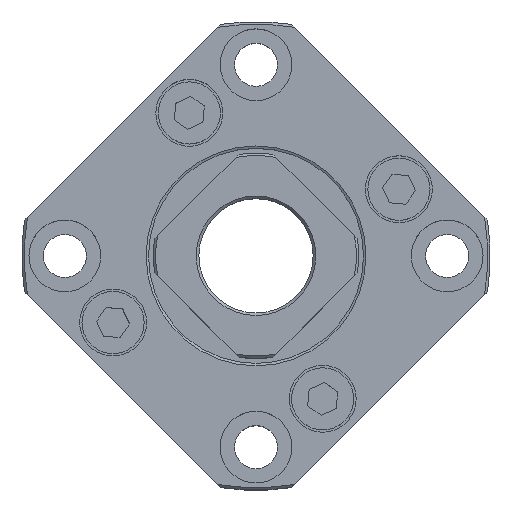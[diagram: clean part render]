
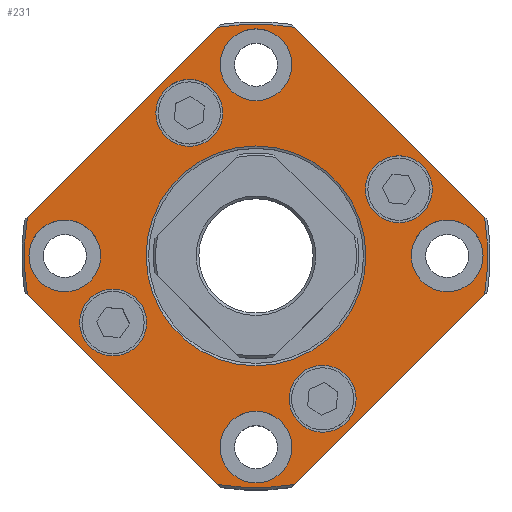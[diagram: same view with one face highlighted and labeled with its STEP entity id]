
A CAD part, top view. The second image highlights one B-rep face of the part: STEP entity #231.
In plain terms, the highlighted face is planar.
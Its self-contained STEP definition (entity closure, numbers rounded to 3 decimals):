
#231 = ADVANCED_FACE( '', ( #486, #487, #488, #489, #490, #491, #492, #493, #494, #495 ), #496, .F. );
#486 = FACE_OUTER_BOUND( '', #861, .T. );
#487 = FACE_BOUND( '', #862, .T. );
#488 = FACE_BOUND( '', #863, .T. );
#489 = FACE_BOUND( '', #864, .T. );
#490 = FACE_BOUND( '', #865, .T. );
#491 = FACE_BOUND( '', #866, .T. );
#492 = FACE_BOUND( '', #867, .T. );
#493 = FACE_BOUND( '', #868, .T. );
#494 = FACE_BOUND( '', #869, .T. );
#495 = FACE_BOUND( '', #870, .T. );
#496 = PLANE( '', #871 );
#861 = EDGE_LOOP( '', ( #1459, #1460, #1461, #1462, #1463, #1464, #1465, #1466 ) );
#862 = EDGE_LOOP( '', ( #1467 ) );
#863 = EDGE_LOOP( '', ( #1468 ) );
#864 = EDGE_LOOP( '', ( #1469 ) );
#865 = EDGE_LOOP( '', ( #1470 ) );
#866 = EDGE_LOOP( '', ( #1471 ) );
#867 = EDGE_LOOP( '', ( #1472 ) );
#868 = EDGE_LOOP( '', ( #1473 ) );
#869 = EDGE_LOOP( '', ( #1474 ) );
#870 = EDGE_LOOP( '', ( #1475 ) );
#871 = AXIS2_PLACEMENT_3D( '', #1476, #1477, #1478 );
#1459 = ORIENTED_EDGE( '', *, *, #2262, .F. );
#1460 = ORIENTED_EDGE( '', *, *, #2263, .F. );
#1461 = ORIENTED_EDGE( '', *, *, #2264, .F. );
#1462 = ORIENTED_EDGE( '', *, *, #2265, .F. );
#1463 = ORIENTED_EDGE( '', *, *, #2266, .F. );
#1464 = ORIENTED_EDGE( '', *, *, #2267, .F. );
#1465 = ORIENTED_EDGE( '', *, *, #2141, .F. );
#1466 = ORIENTED_EDGE( '', *, *, #2268, .F. );
#1467 = ORIENTED_EDGE( '', *, *, #2231, .F. );
#1468 = ORIENTED_EDGE( '', *, *, #2209, .T. );
#1469 = ORIENTED_EDGE( '', *, *, #2211, .T. );
#1470 = ORIENTED_EDGE( '', *, *, #2213, .T. );
#1471 = ORIENTED_EDGE( '', *, *, #2215, .T. );
#1472 = ORIENTED_EDGE( '', *, *, #2219, .T. );
#1473 = ORIENTED_EDGE( '', *, *, #2223, .T. );
#1474 = ORIENTED_EDGE( '', *, *, #2227, .T. );
#1475 = ORIENTED_EDGE( '', *, *, #2243, .T. );
#1476 = CARTESIAN_POINT( '', ( -27., 22.5, 0. ) );
#1477 = DIRECTION( '', ( 1., 0., 0. ) );
#1478 = DIRECTION( '', ( 0., 0., -1. ) );
#2141 = EDGE_CURVE( '', #2469, #2472, #2473, .T. );
#2209 = EDGE_CURVE( '', #2603, #2603, #2604, .T. );
#2211 = EDGE_CURVE( '', #2607, #2607, #2608, .T. );
#2213 = EDGE_CURVE( '', #2611, #2611, #2612, .T. );
#2215 = EDGE_CURVE( '', #2615, #2615, #2616, .T. );
#2219 = EDGE_CURVE( '', #2623, #2623, #2624, .T. );
#2223 = EDGE_CURVE( '', #2631, #2631, #2632, .T. );
#2227 = EDGE_CURVE( '', #2639, #2639, #2640, .T. );
#2231 = EDGE_CURVE( '', #2647, #2647, #2648, .F. );
#2243 = EDGE_CURVE( '', #2671, #2671, #2672, .T. );
#2262 = EDGE_CURVE( '', #2702, #2703, #2704, .T. );
#2263 = EDGE_CURVE( '', #2705, #2702, #2706, .T. );
#2264 = EDGE_CURVE( '', #2707, #2705, #2708, .T. );
#2265 = EDGE_CURVE( '', #2709, #2707, #2710, .T. );
#2266 = EDGE_CURVE( '', #2711, #2709, #2712, .T. );
#2267 = EDGE_CURVE( '', #2472, #2711, #2713, .T. );
#2268 = EDGE_CURVE( '', #2703, #2469, #2714, .T. );
#2469 = VERTEX_POINT( '', #3031 );
#2472 = VERTEX_POINT( '', #3037 );
#2473 = CIRCLE( '', #3038, 48.5 );
#2603 = VERTEX_POINT( '', #3233 );
#2604 = CIRCLE( '', #3234, 7. );
#2607 = VERTEX_POINT( '', #3237 );
#2608 = CIRCLE( '', #3238, 7. );
#2611 = VERTEX_POINT( '', #3241 );
#2612 = CIRCLE( '', #3242, 7. );
#2615 = VERTEX_POINT( '', #3245 );
#2616 = CIRCLE( '', #3246, 7. );
#2623 = VERTEX_POINT( '', #3253 );
#2624 = CIRCLE( '', #3254, 7.5 );
#2631 = VERTEX_POINT( '', #3261 );
#2632 = CIRCLE( '', #3262, 7.5 );
#2639 = VERTEX_POINT( '', #3269 );
#2640 = CIRCLE( '', #3270, 7.5 );
#2647 = VERTEX_POINT( '', #3277 );
#2648 = CIRCLE( '', #3278, 7.5 );
#2671 = VERTEX_POINT( '', #3301 );
#2672 = CIRCLE( '', #3302, 23. );
#2702 = VERTEX_POINT( '', #3410 );
#2703 = VERTEX_POINT( '', #3411 );
#2704 = CIRCLE( '', #3412, 48.5 );
#2705 = VERTEX_POINT( '', #3413 );
#2706 = LINE( '', #3414, #3415 );
#2707 = VERTEX_POINT( '', #3416 );
#2708 = CIRCLE( '', #3417, 48.5 );
#2709 = VERTEX_POINT( '', #3418 );
#2710 = LINE( '', #3419, #3420 );
#2711 = VERTEX_POINT( '', #3421 );
#2712 = CIRCLE( '', #3422, 48.5 );
#2713 = LINE( '', #3423, #3424 );
#2714 = LINE( '', #3425, #3426 );
#3031 = CARTESIAN_POINT( '', ( -27., 8.031, 47.83 ) );
#3037 = CARTESIAN_POINT( '', ( -27., -8.031, 47.83 ) );
#3038 = AXIS2_PLACEMENT_3D( '', #3786, #3787, #3788 );
#3233 = CARTESIAN_POINT( '', ( -27., -29.908, 6.946 ) );
#3234 = AXIS2_PLACEMENT_3D( '', #3887, #3888, #3889 );
#3237 = CARTESIAN_POINT( '', ( -27., 13.946, 22.908 ) );
#3238 = AXIS2_PLACEMENT_3D( '', #3893, #3894, #3895 );
#3241 = CARTESIAN_POINT( '', ( -27., -13.946, -36.908 ) );
#3242 = AXIS2_PLACEMENT_3D( '', #3899, #3900, #3901 );
#3245 = CARTESIAN_POINT( '', ( -27., 29.908, -20.946 ) );
#3246 = AXIS2_PLACEMENT_3D( '', #3905, #3906, #3907 );
#3253 = CARTESIAN_POINT( '', ( -27., 0., -47.5 ) );
#3254 = AXIS2_PLACEMENT_3D( '', #3917, #3918, #3919 );
#3261 = CARTESIAN_POINT( '', ( -27., -40., -7.5 ) );
#3262 = AXIS2_PLACEMENT_3D( '', #3929, #3930, #3931 );
#3269 = CARTESIAN_POINT( '', ( -27., 0., 32.5 ) );
#3270 = AXIS2_PLACEMENT_3D( '', #3941, #3942, #3943 );
#3277 = CARTESIAN_POINT( '', ( -27., 40., -7.5 ) );
#3278 = AXIS2_PLACEMENT_3D( '', #3953, #3954, #3955 );
#3301 = CARTESIAN_POINT( '', ( -27., 0., -23. ) );
#3302 = AXIS2_PLACEMENT_3D( '', #3989, #3990, #3991 );
#3410 = CARTESIAN_POINT( '', ( -27., 47.83, -8.031 ) );
#3411 = CARTESIAN_POINT( '', ( -27., 47.83, 8.031 ) );
#3412 = AXIS2_PLACEMENT_3D( '', #4016, #4017, #4018 );
#3413 = CARTESIAN_POINT( '', ( -27., 8.031, -47.83 ) );
#3414 = CARTESIAN_POINT( '', ( -27., 0., -55.861 ) );
#3415 = VECTOR( '', #4019, 1000. );
#3416 = CARTESIAN_POINT( '', ( -27., -8.031, -47.83 ) );
#3417 = AXIS2_PLACEMENT_3D( '', #4020, #4021, #4022 );
#3418 = CARTESIAN_POINT( '', ( -27., -47.83, -8.031 ) );
#3419 = CARTESIAN_POINT( '', ( -27., -55.861, 0. ) );
#3420 = VECTOR( '', #4023, 1000. );
#3421 = CARTESIAN_POINT( '', ( -27., -47.83, 8.031 ) );
#3422 = AXIS2_PLACEMENT_3D( '', #4024, #4025, #4026 );
#3423 = CARTESIAN_POINT( '', ( -27., 0., 55.861 ) );
#3424 = VECTOR( '', #4027, 1000. );
#3425 = CARTESIAN_POINT( '', ( -27., 55.861, 0. ) );
#3426 = VECTOR( '', #4028, 1000. );
#3786 = CARTESIAN_POINT( '', ( -27., 0., 0. ) );
#3787 = DIRECTION( '', ( 1., 0., 0. ) );
#3788 = DIRECTION( '', ( 0., 0., -1. ) );
#3887 = CARTESIAN_POINT( '', ( -27., -29.908, 13.946 ) );
#3888 = DIRECTION( '', ( 1., 0., 0. ) );
#3889 = DIRECTION( '', ( 0., 0., -1. ) );
#3893 = CARTESIAN_POINT( '', ( -27., 13.946, 29.908 ) );
#3894 = DIRECTION( '', ( 1., 0., 0. ) );
#3895 = DIRECTION( '', ( 0., 0., -1. ) );
#3899 = CARTESIAN_POINT( '', ( -27., -13.946, -29.908 ) );
#3900 = DIRECTION( '', ( 1., 0., 0. ) );
#3901 = DIRECTION( '', ( 0., 0., -1. ) );
#3905 = CARTESIAN_POINT( '', ( -27., 29.908, -13.946 ) );
#3906 = DIRECTION( '', ( 1., 0., 0. ) );
#3907 = DIRECTION( '', ( 0., 0., -1. ) );
#3917 = CARTESIAN_POINT( '', ( -27., 0., -40. ) );
#3918 = DIRECTION( '', ( 1., 0., 0. ) );
#3919 = DIRECTION( '', ( 0., 0., -1. ) );
#3929 = CARTESIAN_POINT( '', ( -27., -40., 0. ) );
#3930 = DIRECTION( '', ( 1., 0., 0. ) );
#3931 = DIRECTION( '', ( 0., 0., -1. ) );
#3941 = CARTESIAN_POINT( '', ( -27., 0., 40. ) );
#3942 = DIRECTION( '', ( 1., 0., 0. ) );
#3943 = DIRECTION( '', ( 0., 0., -1. ) );
#3953 = CARTESIAN_POINT( '', ( -27., 40., 0. ) );
#3954 = DIRECTION( '', ( 1., 0., 0. ) );
#3955 = DIRECTION( '', ( 0., 0., -1. ) );
#3989 = CARTESIAN_POINT( '', ( -27., 0., 0. ) );
#3990 = DIRECTION( '', ( 1., 0., 0. ) );
#3991 = DIRECTION( '', ( 0., 0., -1. ) );
#4016 = CARTESIAN_POINT( '', ( -27., 0., 0. ) );
#4017 = DIRECTION( '', ( 1., 0., 0. ) );
#4018 = DIRECTION( '', ( 0., 0., -1. ) );
#4019 = DIRECTION( '', ( 0., 0.707, 0.707 ) );
#4020 = CARTESIAN_POINT( '', ( -27., 0., 0. ) );
#4021 = DIRECTION( '', ( 1., 0., 0. ) );
#4022 = DIRECTION( '', ( 0., 0., -1. ) );
#4023 = DIRECTION( '', ( 0., 0.707, -0.707 ) );
#4024 = CARTESIAN_POINT( '', ( -27., 0., 0. ) );
#4025 = DIRECTION( '', ( 1., 0., 0. ) );
#4026 = DIRECTION( '', ( 0., 0., -1. ) );
#4027 = DIRECTION( '', ( 0., -0.707, -0.707 ) );
#4028 = DIRECTION( '', ( 0., -0.707, 0.707 ) );
